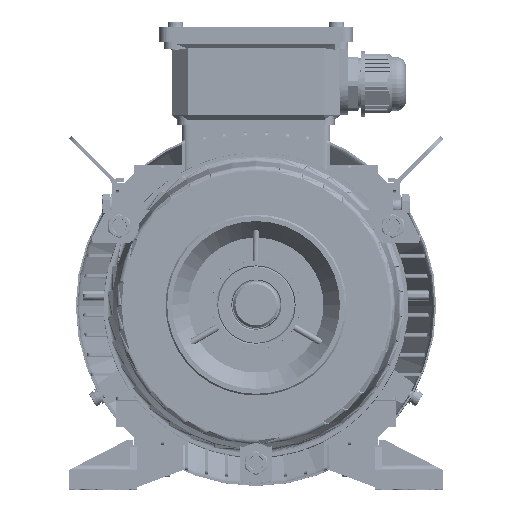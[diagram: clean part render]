
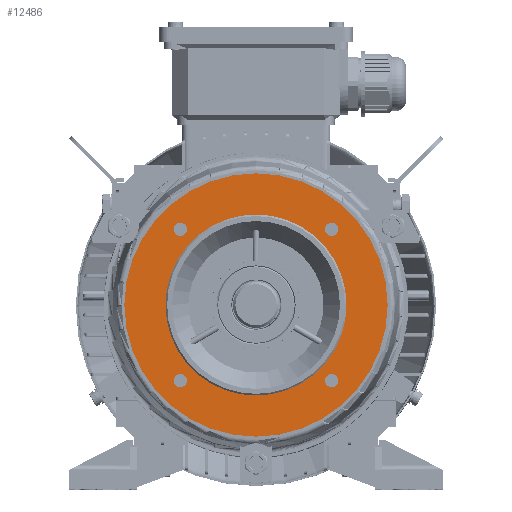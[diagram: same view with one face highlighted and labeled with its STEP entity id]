
A CAD part, top view. The second image highlights one B-rep face of the part: STEP entity #12486.
In plain terms, the highlighted planar face has unit normal (0, 0, 1).
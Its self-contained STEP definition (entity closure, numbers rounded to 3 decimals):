
#12486=ADVANCED_FACE('',(#21750,#21751,#21752,#21753,#21754,#21755),#15737,
 .F.);
#15737=PLANE('',#100044);
#20008=CIRCLE('',#100037,80.);
#20009=CIRCLE('',#100039,4.);
#20010=CIRCLE('',#100040,4.);
#20011=CIRCLE('',#100041,4.);
#20012=CIRCLE('',#100042,4.);
#20013=CIRCLE('',#100043,55.);
#21750=FACE_BOUND('',#26581,.T.);
#21751=FACE_BOUND('',#26582,.T.);
#21752=FACE_BOUND('',#26583,.T.);
#21753=FACE_BOUND('',#26584,.T.);
#21754=FACE_BOUND('',#26585,.T.);
#21755=FACE_BOUND('',#26586,.T.);
#26581=EDGE_LOOP('',(#47448));
#26582=EDGE_LOOP('',(#47449));
#26583=EDGE_LOOP('',(#47450));
#26584=EDGE_LOOP('',(#47451));
#26585=EDGE_LOOP('',(#47452));
#26586=EDGE_LOOP('',(#47453));
#47448=ORIENTED_EDGE('',*,*,#73577,.T.);
#47449=ORIENTED_EDGE('',*,*,#73578,.T.);
#47450=ORIENTED_EDGE('',*,*,#73579,.T.);
#47451=ORIENTED_EDGE('',*,*,#73580,.T.);
#47452=ORIENTED_EDGE('',*,*,#73581,.F.);
#47453=ORIENTED_EDGE('',*,*,#73576,.T.);
#61427=VERTEX_POINT('',#155066);
#61428=VERTEX_POINT('',#155069);
#61429=VERTEX_POINT('',#155071);
#61430=VERTEX_POINT('',#155073);
#61431=VERTEX_POINT('',#155075);
#61432=VERTEX_POINT('',#155077);
#73576=EDGE_CURVE('',#61427,#61427,#20008,.T.);
#73577=EDGE_CURVE('',#61428,#61428,#20009,.T.);
#73578=EDGE_CURVE('',#61429,#61429,#20010,.T.);
#73579=EDGE_CURVE('',#61430,#61430,#20011,.T.);
#73580=EDGE_CURVE('',#61431,#61431,#20012,.T.);
#73581=EDGE_CURVE('',#61432,#61432,#20013,.T.);
#100037=AXIS2_PLACEMENT_3D('',#155065,#121052,#121053);
#100039=AXIS2_PLACEMENT_3D('',#155068,#121056,#121057);
#100040=AXIS2_PLACEMENT_3D('',#155070,#121058,#121059);
#100041=AXIS2_PLACEMENT_3D('',#155072,#121060,#121061);
#100042=AXIS2_PLACEMENT_3D('',#155074,#121062,#121063);
#100043=AXIS2_PLACEMENT_3D('',#155076,#121064,#121065);
#100044=AXIS2_PLACEMENT_3D('',#155078,#121066,#121067);
#121052=DIRECTION('',(0.,0.,1.));
#121053=DIRECTION('',(1.,0.,0.));
#121056=DIRECTION('',(0.,0.,-1.));
#121057=DIRECTION('',(-1.,0.,0.));
#121058=DIRECTION('',(0.,0.,-1.));
#121059=DIRECTION('',(-1.,0.,0.));
#121060=DIRECTION('',(0.,0.,-1.));
#121061=DIRECTION('',(-1.,0.,0.));
#121062=DIRECTION('',(0.,0.,-1.));
#121063=DIRECTION('',(-1.,0.,0.));
#121064=DIRECTION('',(0.,0.,1.));
#121065=DIRECTION('',(1.,0.,0.));
#121066=DIRECTION('',(0.,0.,-1.));
#121067=DIRECTION('',(-1.,0.,0.));
#155065=CARTESIAN_POINT('',(0.,0.,247.));
#155066=CARTESIAN_POINT('',(80.,0.,247.));
#155068=CARTESIAN_POINT('',(45.962,45.962,247.));
#155069=CARTESIAN_POINT('',(41.962,45.962,247.));
#155070=CARTESIAN_POINT('',(-45.962,45.962,247.));
#155071=CARTESIAN_POINT('',(-49.962,45.962,247.));
#155072=CARTESIAN_POINT('',(45.962,-45.962,247.));
#155073=CARTESIAN_POINT('',(41.962,-45.962,247.));
#155074=CARTESIAN_POINT('',(-45.962,-45.962,247.));
#155075=CARTESIAN_POINT('',(-49.962,-45.962,247.));
#155076=CARTESIAN_POINT('',(0.,0.,247.));
#155077=CARTESIAN_POINT('',(55.,0.,247.));
#155078=CARTESIAN_POINT('',(0.,61.,247.));
